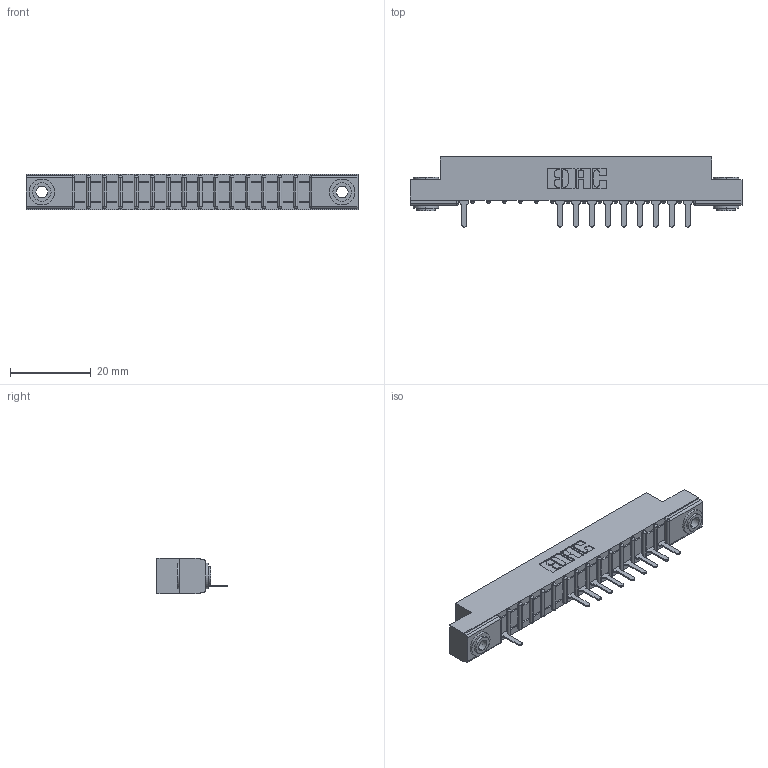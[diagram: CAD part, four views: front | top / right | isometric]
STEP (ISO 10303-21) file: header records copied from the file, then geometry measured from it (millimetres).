
FILE_DESCRIPTION (( 'STEP AP203' ), '1' );
FILE_NAME ('307-015-525-103.STEP', '2018-08-03T01:48:51', ( '' ), ( '' ), 'SwSTEP 2.0', 'SolidWorks 2016', '' );
FILE_SCHEMA (( 'CONFIG_CONTROL_DESIGN' ));
Length unit declared in the file: inch
Products named in the file (4): 307 Part_.156 Dia Mounting Holes; 307-290-001_525; 345-250-002_345-250-002-102; 307-015-525-103
Assembly tree (13 placements, depth 2):
  307-015-525-103
    307 Part_.156 Dia Mounting Holes
    307-290-001_525  x10
    345-250-002_345-250-002-102  x2
Bounding box: 82.45 x 17.42 x 8.71 mm (x, y, z)
Volume: 5143.9 mm3; surface area: 7468.9 mm2
Topology: 13 solids, 13 shells, 846 faces, 2375 edges, 1522 vertices
Faces by surface type: plane 524, cylinder 282, sphere 32, cone 8
Entity records: 17061 total; most frequent: CARTESIAN_POINT 2864, ORIENTED_EDGE 2846, DIRECTION 2811, EDGE_CURVE 1423, VECTOR 1073, LINE 1073, VERTEX_POINT 922, AXIS2_PLACEMENT_3D 869
